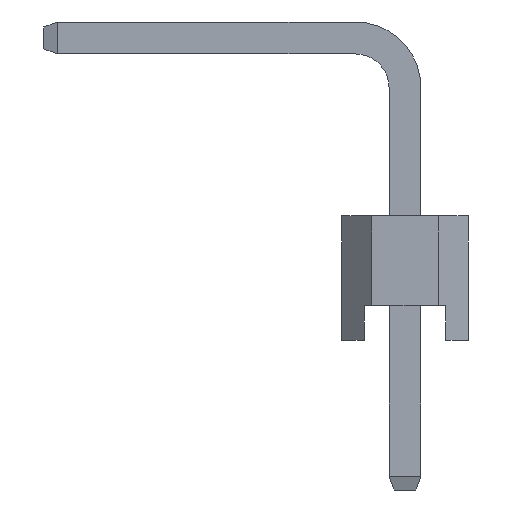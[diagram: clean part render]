
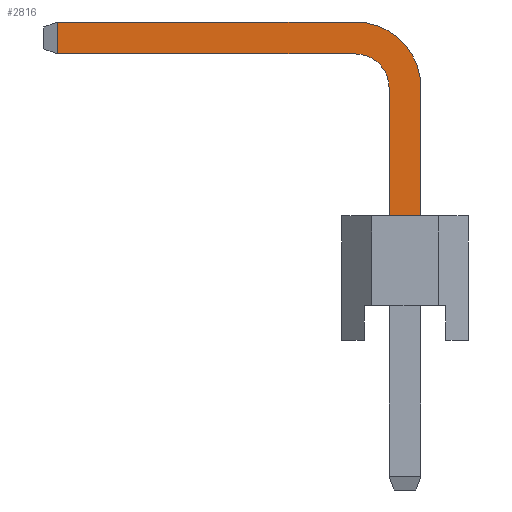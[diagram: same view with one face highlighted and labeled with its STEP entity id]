
A CAD part, left-side view. The second image highlights one B-rep face of the part: STEP entity #2816.
In plain terms, the highlighted planar face has unit normal (-1, 0, 0).
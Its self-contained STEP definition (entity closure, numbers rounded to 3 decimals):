
#2816=ADVANCED_FACE('',(#8662),#8664,.T.);
#8662=FACE_BOUND('',#8663,.T.);
#8663=EDGE_LOOP('',(#13481,#13482,#13483,#13484,#13485,#13486,#13487,#13488));
#8664=PLANE('',#8665);
#8665=AXIS2_PLACEMENT_3D('',#8666,#8667,#8668);
#8666=CARTESIAN_POINT('',(-0.32,0.32,-3.));
#8667=DIRECTION('',(-1.,0.,0.));
#8668=DIRECTION('',(0.,-1.,0.));
#13481=ORIENTED_EDGE('',*,*,#16402,.F.);
#13482=ORIENTED_EDGE('',*,*,#16403,.F.);
#13483=ORIENTED_EDGE('',*,*,#16404,.F.);
#13484=ORIENTED_EDGE('',*,*,#16391,.F.);
#13485=ORIENTED_EDGE('',*,*,#15310,.T.);
#13486=ORIENTED_EDGE('',*,*,#16401,.T.);
#13487=ORIENTED_EDGE('',*,*,#16405,.T.);
#13488=ORIENTED_EDGE('',*,*,#16406,.T.);
#15310=EDGE_CURVE('',#17336,#17340,#17342,.T.);
#16391=EDGE_CURVE('',#17336,#19157,#19158,.T.);
#16401=EDGE_CURVE('',#17340,#19173,#19175,.T.);
#16402=EDGE_CURVE('',#19176,#19177,#19178,.T.);
#16403=EDGE_CURVE('',#19179,#19176,#19180,.T.);
#16404=EDGE_CURVE('',#19157,#19179,#19181,.T.);
#16405=EDGE_CURVE('',#19173,#19182,#19183,.T.);
#16406=EDGE_CURVE('',#19182,#19177,#19184,.T.);
#17336=VERTEX_POINT('',#20730);
#17340=VERTEX_POINT('',#20738);
#17342=LINE('',#20742,#20743);
#19157=VERTEX_POINT('',#24803);
#19158=LINE('',#24804,#24805);
#19173=VERTEX_POINT('',#24839);
#19175=LINE('',#24843,#24844);
#19176=VERTEX_POINT('',#24846);
#19177=VERTEX_POINT('',#24847);
#19178=LINE('',#24848,#24849);
#19179=VERTEX_POINT('',#24851);
#19180=LINE('',#24852,#24853);
#19181=CIRCLE('',#24855,0.68);
#19182=VERTEX_POINT('',#24859);
#19183=CIRCLE('',#24860,1.32);
#19184=LINE('',#24864,#24865);
#20730=CARTESIAN_POINT('',(-0.32,0.32,2.5));
#20738=CARTESIAN_POINT('',(-0.32,-0.32,2.5));
#20742=CARTESIAN_POINT('',(-0.32,0.32,2.5));
#20743=VECTOR('',#20744,1.);
#20744=DIRECTION('',(0.,-1.,0.));
#24803=CARTESIAN_POINT('',(-0.32,0.32,5.07));
#24804=CARTESIAN_POINT('',(-0.32,0.32,2.5));
#24805=VECTOR('',#24806,1.);
#24806=DIRECTION('',(0.,0.,1.));
#24839=CARTESIAN_POINT('',(-0.32,-0.32,5.07));
#24843=CARTESIAN_POINT('',(-0.32,-0.32,2.5));
#24844=VECTOR('',#24845,1.);
#24845=DIRECTION('',(0.,0.,1.));
#24846=CARTESIAN_POINT('',(-0.32,6.975,5.75));
#24847=CARTESIAN_POINT('',(-0.32,6.975,6.39));
#24848=CARTESIAN_POINT('',(-0.32,6.975,5.75));
#24849=VECTOR('',#24850,1.);
#24850=DIRECTION('',(0.,0.,1.));
#24851=CARTESIAN_POINT('',(-0.32,1.,5.75));
#24852=CARTESIAN_POINT('',(-0.32,1.,5.75));
#24853=VECTOR('',#24854,1.);
#24854=DIRECTION('',(0.,1.,0.));
#24855=AXIS2_PLACEMENT_3D('',#24856,#24857,#24858);
#24856=CARTESIAN_POINT('',(-0.32,1.,5.07));
#24857=DIRECTION('',(-1.,-0.,0.));
#24858=DIRECTION('',(0.,-1.,0.));
#24859=CARTESIAN_POINT('',(-0.32,1.,6.39));
#24860=AXIS2_PLACEMENT_3D('',#24861,#24862,#24863);
#24861=CARTESIAN_POINT('',(-0.32,1.,5.07));
#24862=DIRECTION('',(-1.,-0.,0.));
#24863=DIRECTION('',(0.,-1.,0.));
#24864=CARTESIAN_POINT('',(-0.32,1.,6.39));
#24865=VECTOR('',#24866,1.);
#24866=DIRECTION('',(0.,1.,0.));
